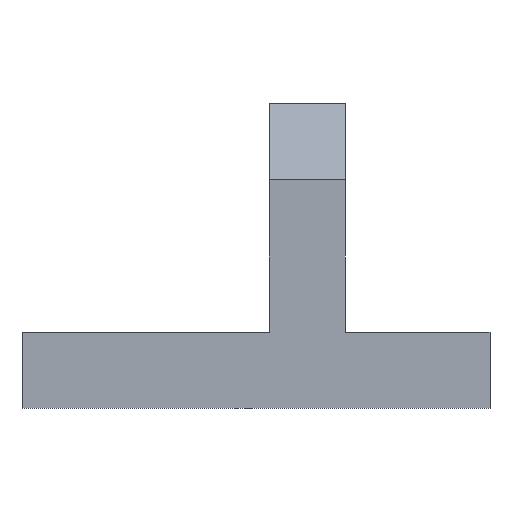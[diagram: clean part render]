
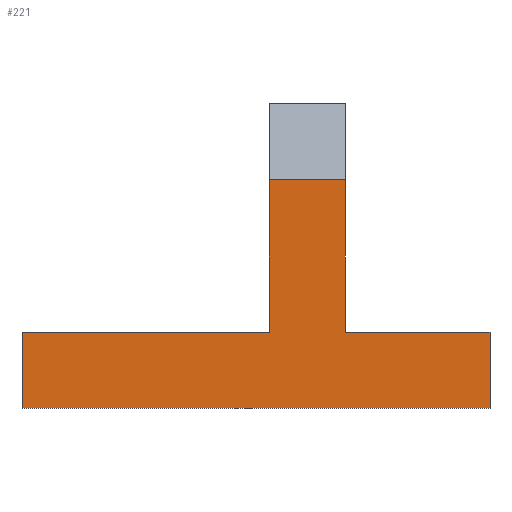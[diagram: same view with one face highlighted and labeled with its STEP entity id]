
A CAD part, front view. The second image highlights one B-rep face of the part: STEP entity #221.
In plain terms, the highlighted planar face has unit normal (0, -1, 0).
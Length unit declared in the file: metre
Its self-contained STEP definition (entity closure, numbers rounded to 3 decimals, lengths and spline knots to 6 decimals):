
#28=ORIENTED_EDGE('',*,*,#86,.F.);
#29=ORIENTED_EDGE('',*,*,#87,.T.);
#30=ORIENTED_EDGE('',*,*,#88,.T.);
#31=ORIENTED_EDGE('',*,*,#89,.T.);
#32=ORIENTED_EDGE('',*,*,#84,.T.);
#33=ORIENTED_EDGE('',*,*,#90,.F.);
#34=ORIENTED_EDGE('',*,*,#91,.F.);
#35=ORIENTED_EDGE('',*,*,#74,.T.);
#74=EDGE_CURVE('',#105,#104,#124,.T.);
#84=EDGE_CURVE('',#113,#112,#134,.T.);
#86=EDGE_CURVE('',#114,#104,#136,.T.);
#87=EDGE_CURVE('',#114,#115,#137,.T.);
#88=EDGE_CURVE('',#115,#116,#138,.T.);
#89=EDGE_CURVE('',#116,#113,#139,.T.);
#90=EDGE_CURVE('',#117,#112,#140,.T.);
#91=EDGE_CURVE('',#105,#117,#141,.T.);
#104=VERTEX_POINT('',#317);
#105=VERTEX_POINT('',#319);
#112=VERTEX_POINT('',#337);
#113=VERTEX_POINT('',#339);
#114=VERTEX_POINT('',#343);
#115=VERTEX_POINT('',#345);
#116=VERTEX_POINT('',#347);
#117=VERTEX_POINT('',#350);
#124=LINE('',#318,#154);
#134=LINE('',#338,#164);
#136=LINE('',#342,#166);
#137=LINE('',#344,#167);
#138=LINE('',#346,#168);
#139=LINE('',#348,#169);
#140=LINE('',#349,#170);
#141=LINE('',#351,#171);
#154=VECTOR('',#261,1.);
#164=VECTOR('',#275,1.);
#166=VECTOR('',#279,1.);
#167=VECTOR('',#280,1.);
#168=VECTOR('',#281,1.);
#169=VECTOR('',#282,1.);
#170=VECTOR('',#283,1.);
#171=VECTOR('',#284,1.);
#185=EDGE_LOOP('',(#28,#29,#30,#31,#32,#33,#34,#35));
#197=FACE_BOUND('',#185,.T.);
#209=PLANE('',#246);
#221=ADVANCED_FACE('',(#197),#209,.T.);
#246=AXIS2_PLACEMENT_3D('',#341,#277,#278);
#261=DIRECTION('',(-1.,0.,0.));
#275=DIRECTION('',(0.,0.,-1.));
#277=DIRECTION('',(0.,-1.,0.));
#278=DIRECTION('',(0.,0.,-1.));
#279=DIRECTION('',(0.,0.,-1.));
#280=DIRECTION('',(-1.,0.,0.));
#281=DIRECTION('',(0.,0.,-1.));
#282=DIRECTION('',(-1.,0.,0.));
#283=DIRECTION('',(-1.,0.,0.));
#284=DIRECTION('',(0.,0.,-1.));
#317=CARTESIAN_POINT('',(0.001375,0.055,0.00655));
#318=CARTESIAN_POINT('',(0.,0.055,0.00655));
#319=CARTESIAN_POINT('',(0.003275,0.055,0.00655));
#337=CARTESIAN_POINT('',(-0.002875,0.055,0.00555));
#338=CARTESIAN_POINT('',(-0.002875,0.055,0.00655));
#339=CARTESIAN_POINT('',(-0.002875,0.055,0.00655));
#341=CARTESIAN_POINT('',(0.,0.055,0.00655));
#342=CARTESIAN_POINT('',(0.001375,0.055,0.009552));
#343=CARTESIAN_POINT('',(0.001375,0.055,0.00855));
#344=CARTESIAN_POINT('',(0.000375,0.055,0.00855));
#345=CARTESIAN_POINT('',(0.000375,0.055,0.00855));
#346=CARTESIAN_POINT('',(0.000375,0.055,0.009552));
#347=CARTESIAN_POINT('',(0.000375,0.055,0.00655));
#348=CARTESIAN_POINT('',(0.,0.055,0.00655));
#349=CARTESIAN_POINT('',(0.,0.055,0.00555));
#350=CARTESIAN_POINT('',(0.003275,0.055,0.00555));
#351=CARTESIAN_POINT('',(0.003275,0.055,0.00655));
